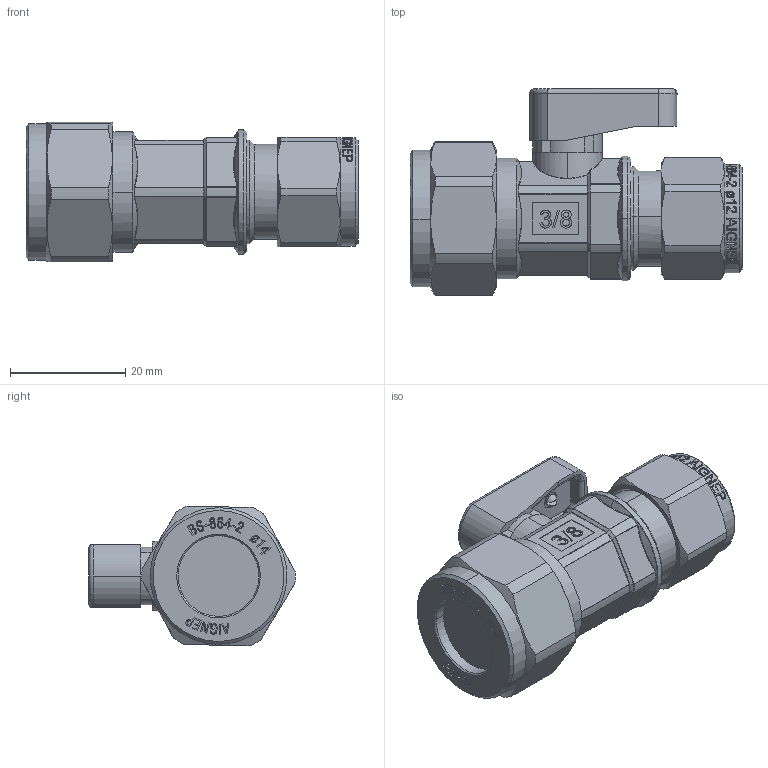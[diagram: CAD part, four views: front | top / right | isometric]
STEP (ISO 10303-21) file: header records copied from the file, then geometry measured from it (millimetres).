
FILE_DESCRIPTION (( 'STEP AP214' ), '1' );
FILE_NAME ('0645000009.step', '2012-10-02T16:34:14', ( '' ), ( '' ), 'SwSTEP 2.0', 'SolidWorks 2012', '' );
FILE_SCHEMA (( 'AUTOMOTIVE_DESIGN' ));
Length unit declared in the file: millimetre
Products named in the file (1): 0645000009
Bounding box: 57.57 x 35.8 x 24.25 mm (x, y, z)
Volume: 21138.8 mm3; surface area: 6954.3 mm2
Topology: 8 solids, 17 shells, 1286 faces, 3263 edges, 2068 vertices
Faces by surface type: plane 507, bspline 490, cylinder 165, torus 53, cone 49, sphere 22
Entity records: 64171 total; most frequent: CARTESIAN_POINT 36887, ORIENTED_EDGE 6474, DIRECTION 4165, EDGE_CURVE 3237, VERTEX_POINT 2068, LINE 1451, VECTOR 1451, EDGE_LOOP 1381
